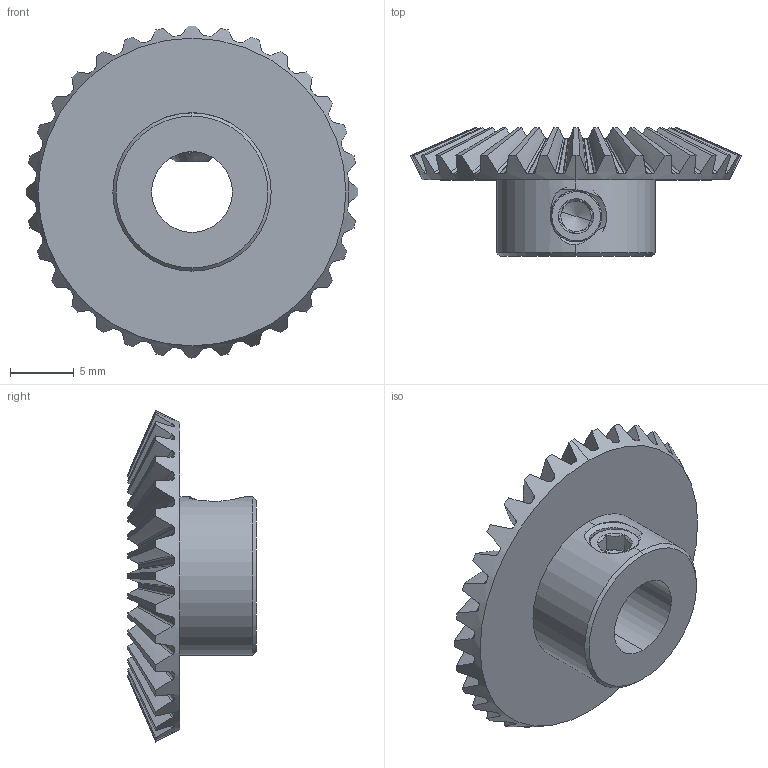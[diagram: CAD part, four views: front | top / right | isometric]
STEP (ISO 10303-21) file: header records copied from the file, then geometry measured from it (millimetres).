
FILE_DESCRIPTION (( 'STEP AP203' ), '1' );
FILE_NAME ('615444 assembly.STEP', '2016-10-04T20:34:38', ( '' ), ( '' ), 'SwSTEP 2.0', 'SolidWorks 2014', '' );
FILE_SCHEMA (( 'CONFIG_CONTROL_DESIGN' ));
Length unit declared in the file: inch
Products named in the file (3): 615444; 615444 assembly; 632134_91375A436
Assembly tree (2 placements, depth 2):
  615444 assembly
    615444
    632134_91375A436
Bounding box: 26.1 x 10.09 x 26.11 mm (x, y, z)
Volume: 1747.2 mm3; surface area: 1977.9 mm2
Topology: 3 solids, 3 shells, 381 faces, 1063 edges, 684 vertices
Faces by surface type: bspline 177, cone 87, plane 80, cylinder 37
Entity records: 23758 total; most frequent: CARTESIAN_POINT 15825, ORIENTED_EDGE 2118, EDGE_CURVE 1059, DIRECTION 751, B_SPLINE_CURVE_WITH_KNOTS 691, VERTEX_POINT 684, EDGE_LOOP 385, FACE_OUTER_BOUND 381
